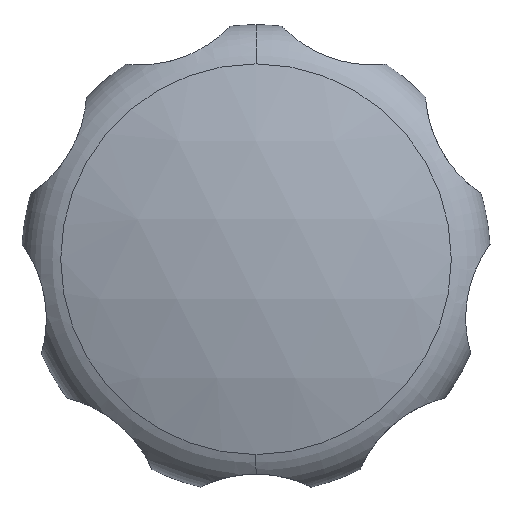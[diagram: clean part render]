
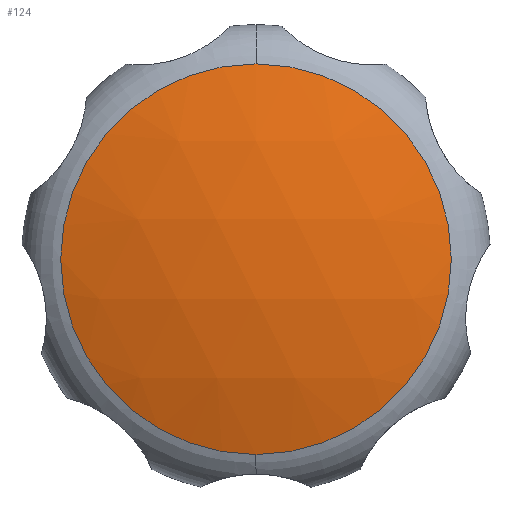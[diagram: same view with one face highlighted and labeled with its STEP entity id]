
A CAD part, top view. The second image highlights one B-rep face of the part: STEP entity #124.
In plain terms, the highlighted spherical face has radius 80.561 mm.
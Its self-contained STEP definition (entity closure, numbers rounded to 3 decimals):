
#124=ADVANCED_FACE('',(#244),#245,.T.);
#244=FACE_OUTER_BOUND('',#355,.T.);
#245=SPHERICAL_SURFACE('',#356,80.561);
#355=EDGE_LOOP('',(#650,#651,#652));
#356=AXIS2_PLACEMENT_3D('',#653,#654,#655);
#650=ORIENTED_EDGE('',*,*,#689,.T.);
#651=ORIENTED_EDGE('',*,*,#769,.T.);
#652=ORIENTED_EDGE('',*,*,#690,.T.);
#653=CARTESIAN_POINT('',(0.0,0.,-41.561));
#654=DIRECTION('',(0.0,-1.0,0.));
#655=DIRECTION('',(1.0,0.0,0.0));
#689=EDGE_CURVE('',#828,#826,#829,.T.);
#690=EDGE_CURVE('',#830,#828,#831,.T.);
#769=EDGE_CURVE('',#826,#830,#935,.T.);
#826=VERTEX_POINT('',#1292);
#828=VERTEX_POINT('',#1294);
#829=CIRCLE('',#1295,24.992);
#830=VERTEX_POINT('',#1296);
#831=CIRCLE('',#1297,24.992);
#935=CIRCLE('',#1525,24.992);
#1292=CARTESIAN_POINT('',(0.,24.992,35.025));
#1294=CARTESIAN_POINT('',(24.992,0.,35.025));
#1295=AXIS2_PLACEMENT_3D('',#1575,#1576,#1577);
#1296=CARTESIAN_POINT('',(0.,-24.992,35.025));
#1297=AXIS2_PLACEMENT_3D('',#1578,#1579,#1580);
#1525=AXIS2_PLACEMENT_3D('',#1679,#1680,#1681);
#1575=CARTESIAN_POINT('',(0.0,0.,35.025));
#1576=DIRECTION('',(-0.0,0.,1.0));
#1577=DIRECTION('',(1.0,0.0,0.0));
#1578=CARTESIAN_POINT('',(0.0,0.,35.025));
#1579=DIRECTION('',(-0.0,0.,1.0));
#1580=DIRECTION('',(1.0,0.0,0.0));
#1679=CARTESIAN_POINT('',(0.0,0.,35.025));
#1680=DIRECTION('',(-0.0,0.,1.0));
#1681=DIRECTION('',(1.0,0.0,0.0));
